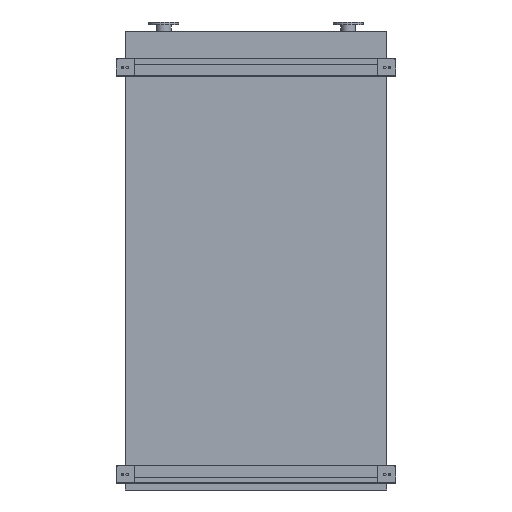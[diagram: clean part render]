
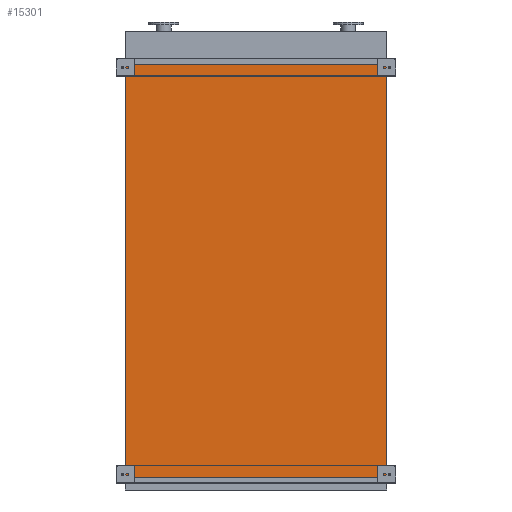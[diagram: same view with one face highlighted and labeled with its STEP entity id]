
A CAD part, front view. The second image highlights one B-rep face of the part: STEP entity #15301.
In plain terms, the highlighted planar face has unit normal (0, -1, 0).
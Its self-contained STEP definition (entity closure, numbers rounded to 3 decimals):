
#500 = VERTEX_POINT ( 'NONE', #21860 ) ;
#759 = DIRECTION ( 'NONE',  ( 1., 0., 0. ) ) ;
#1676 = VERTEX_POINT ( 'NONE', #1920 ) ;
#1920 = CARTESIAN_POINT ( 'NONE',  ( 965., 0., -3050. ) ) ;
#1950 = LINE ( 'NONE', #2672, #16072 ) ;
#2672 = CARTESIAN_POINT ( 'NONE',  ( -965., 0., -3050. ) ) ;
#3096 = LINE ( 'NONE', #22090, #12306 ) ;
#3239 = FACE_OUTER_BOUND ( 'NONE', #15099, .T. ) ;
#4145 = LINE ( 'NONE', #17337, #4733 ) ;
#4733 = VECTOR ( 'NONE', #6337, 1000. ) ;
#6337 = DIRECTION ( 'NONE',  ( 0., 0., 1. ) ) ;
#6750 = ORIENTED_EDGE ( 'NONE', *, *, #15794, .F. ) ;
#7384 = DIRECTION ( 'NONE',  ( 0., 0., 1. ) ) ;
#8378 = ORIENTED_EDGE ( 'NONE', *, *, #22690, .T. ) ;
#8585 = CARTESIAN_POINT ( 'NONE',  ( -965., 0., -3050. ) ) ;
#8749 = VERTEX_POINT ( 'NONE', #21572 ) ;
#9949 = ORIENTED_EDGE ( 'NONE', *, *, #14664, .F. ) ;
#10424 = DIRECTION ( 'NONE',  ( 0., 0., -1. ) ) ;
#12207 = VECTOR ( 'NONE', #13297, 1000. ) ;
#12306 = VECTOR ( 'NONE', #7384, 1000. ) ;
#13297 = DIRECTION ( 'NONE',  ( 1., 0., 0. ) ) ;
#13752 = PLANE ( 'NONE',  #18014 ) ;
#14664 = EDGE_CURVE ( 'NONE', #8749, #500, #16488, .T. ) ;
#15099 = EDGE_LOOP ( 'NONE', ( #9949, #6750, #8378, #19570 ) ) ;
#15301 = ADVANCED_FACE ( 'NONE', ( #3239 ), #13752, .T. ) ;
#15794 = EDGE_CURVE ( 'NONE', #16680, #8749, #4145, .T. ) ;
#16072 = VECTOR ( 'NONE', #759, 1000. ) ;
#16488 = LINE ( 'NONE', #18831, #12207 ) ;
#16680 = VERTEX_POINT ( 'NONE', #17326 ) ;
#17326 = CARTESIAN_POINT ( 'NONE',  ( -965., 0., -3050. ) ) ;
#17337 = CARTESIAN_POINT ( 'NONE',  ( -965., 0., -3050. ) ) ;
#18014 = AXIS2_PLACEMENT_3D ( 'NONE', #8585, #21466, #10424 ) ;
#18831 = CARTESIAN_POINT ( 'NONE',  ( -965., 0., 0. ) ) ;
#19570 = ORIENTED_EDGE ( 'NONE', *, *, #23700, .T. ) ;
#21466 = DIRECTION ( 'NONE',  ( 0., -1., 0. ) ) ;
#21572 = CARTESIAN_POINT ( 'NONE',  ( -965., 0., 0. ) ) ;
#21860 = CARTESIAN_POINT ( 'NONE',  ( 965., 0., 0. ) ) ;
#22090 = CARTESIAN_POINT ( 'NONE',  ( 965., 0., -3050. ) ) ;
#22690 = EDGE_CURVE ( 'NONE', #16680, #1676, #1950, .T. ) ;
#23700 = EDGE_CURVE ( 'NONE', #1676, #500, #3096, .T. ) ;
